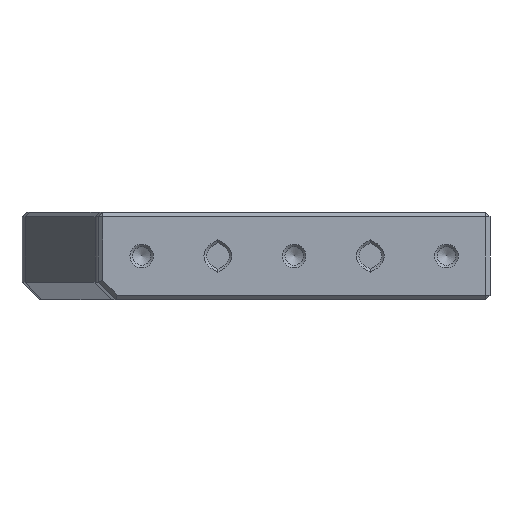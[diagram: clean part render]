
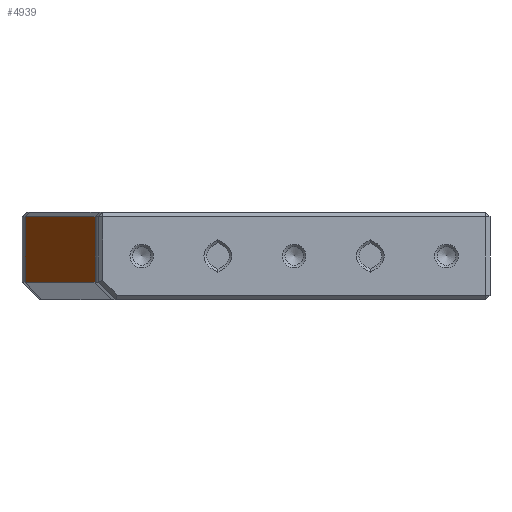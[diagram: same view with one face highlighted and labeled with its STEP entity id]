
A CAD part, front view. The second image highlights one B-rep face of the part: STEP entity #4939.
In plain terms, the highlighted planar face has unit normal (-0.939, -0.343, 0).
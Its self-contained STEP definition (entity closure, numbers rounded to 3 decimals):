
#1141 = PLANE('',#1142);
#1142 = AXIS2_PLACEMENT_3D('',#1143,#1144,#1145);
#1143 = CARTESIAN_POINT('',(-36.392,66.567,2.));
#1144 = DIRECTION('',(-0.664,-0.243,-0.707));
#1145 = DIRECTION('',(-0.343,0.939,0.)
  );
#1558 = PLANE('',#1559);
#1559 = AXIS2_PLACEMENT_3D('',#1560,#1561,#1562);
#1560 = CARTESIAN_POINT('',(-37.801,66.052,19.5));
#1561 = DIRECTION('',(0.664,0.243,-0.707));
#1562 = DIRECTION('',(-0.343,0.939,0.
    ));
#2332 = VERTEX_POINT('',#2333);
#2333 = CARTESIAN_POINT('',(-22.229,21.995,4.));
#2369 = CYLINDRICAL_SURFACE('',#2370,12.);
#2370 = AXIS2_PLACEMENT_3D('',#2371,#2372,#2373);
#2371 = CARTESIAN_POINT('',(-33.5,17.876,0.));
#2372 = DIRECTION('',(-0.,-0.,-1.));
#2373 = DIRECTION('',(1.,0.,0.));
#2414 = VERTEX_POINT('',#2415);
#2415 = CARTESIAN_POINT('',(-38.271,65.88,4.));
#2436 = EDGE_CURVE('',#2414,#2332,#2437,.T.);
#2437 = SURFACE_CURVE('',#2438,(#2442,#2449),.PCURVE_S1.);
#2438 = LINE('',#2439,#2440);
#2439 = CARTESIAN_POINT('',(-38.271,65.88,4.));
#2440 = VECTOR('',#2441,1.);
#2441 = DIRECTION('',(0.343,-0.939,0.));
#2442 = PCURVE('',#1141,#2443);
#2443 = DEFINITIONAL_REPRESENTATION('',(#2444),#2448);
#2444 = LINE('',#2445,#2446);
#2445 = CARTESIAN_POINT('',(0.,-2.828));
#2446 = VECTOR('',#2447,1.);
#2447 = DIRECTION('',(-1.,0.));
#2448 = ( GEOMETRIC_REPRESENTATION_CONTEXT(2) 
PARAMETRIC_REPRESENTATION_CONTEXT() REPRESENTATION_CONTEXT('2D SPACE',''
  ) );
#2449 = PCURVE('',#2450,#2455);
#2450 = PLANE('',#2451);
#2451 = AXIS2_PLACEMENT_3D('',#2452,#2453,#2454);
#2452 = CARTESIAN_POINT('',(-38.271,65.88,0.));
#2453 = DIRECTION('',(0.939,0.343,0.));
#2454 = DIRECTION('',(0.343,-0.939,0.));
#2455 = DEFINITIONAL_REPRESENTATION('',(#2456),#2460);
#2456 = LINE('',#2457,#2458);
#2457 = CARTESIAN_POINT('',(0.,-4.));
#2458 = VECTOR('',#2459,1.);
#2459 = DIRECTION('',(1.,0.));
#2460 = ( GEOMETRIC_REPRESENTATION_CONTEXT(2) 
PARAMETRIC_REPRESENTATION_CONTEXT() REPRESENTATION_CONTEXT('2D SPACE',''
  ) );
#2505 = CYLINDRICAL_SURFACE('',#2506,12.);
#2506 = AXIS2_PLACEMENT_3D('',#2507,#2508,#2509);
#2507 = CARTESIAN_POINT('',(-27.,70.,0.));
#2508 = DIRECTION('',(-0.,-0.,-1.));
#2509 = DIRECTION('',(1.,0.,0.));
#3058 = VERTEX_POINT('',#3059);
#3059 = CARTESIAN_POINT('',(-22.229,21.995,19.));
#3108 = VERTEX_POINT('',#3109);
#3109 = CARTESIAN_POINT('',(-38.271,65.88,19.));
#3130 = EDGE_CURVE('',#3108,#3058,#3131,.T.);
#3131 = SURFACE_CURVE('',#3132,(#3136,#3143),.PCURVE_S1.);
#3132 = LINE('',#3133,#3134);
#3133 = CARTESIAN_POINT('',(-38.271,65.88,19.));
#3134 = VECTOR('',#3135,1.);
#3135 = DIRECTION('',(0.343,-0.939,0.));
#3136 = PCURVE('',#1558,#3137);
#3137 = DEFINITIONAL_REPRESENTATION('',(#3138),#3142);
#3138 = LINE('',#3139,#3140);
#3139 = CARTESIAN_POINT('',(0.,-0.707));
#3140 = VECTOR('',#3141,1.);
#3141 = DIRECTION('',(-1.,0.));
#3142 = ( GEOMETRIC_REPRESENTATION_CONTEXT(2) 
PARAMETRIC_REPRESENTATION_CONTEXT() REPRESENTATION_CONTEXT('2D SPACE',''
  ) );
#3143 = PCURVE('',#2450,#3144);
#3144 = DEFINITIONAL_REPRESENTATION('',(#3145),#3149);
#3145 = LINE('',#3146,#3147);
#3146 = CARTESIAN_POINT('',(0.,-19.));
#3147 = VECTOR('',#3148,1.);
#3148 = DIRECTION('',(1.,0.));
#3149 = ( GEOMETRIC_REPRESENTATION_CONTEXT(2) 
PARAMETRIC_REPRESENTATION_CONTEXT() REPRESENTATION_CONTEXT('2D SPACE',''
  ) );
#4918 = EDGE_CURVE('',#2332,#3058,#4919,.T.);
#4919 = SURFACE_CURVE('',#4920,(#4924,#4931),.PCURVE_S1.);
#4920 = LINE('',#4921,#4922);
#4921 = CARTESIAN_POINT('',(-22.229,21.995,0.));
#4922 = VECTOR('',#4923,1.);
#4923 = DIRECTION('',(0.,0.,1.));
#4924 = PCURVE('',#2369,#4925);
#4925 = DEFINITIONAL_REPRESENTATION('',(#4926),#4930);
#4926 = LINE('',#4927,#4928);
#4927 = CARTESIAN_POINT('',(-0.35,0.));
#4928 = VECTOR('',#4929,1.);
#4929 = DIRECTION('',(-0.,-1.));
#4930 = ( GEOMETRIC_REPRESENTATION_CONTEXT(2) 
PARAMETRIC_REPRESENTATION_CONTEXT() REPRESENTATION_CONTEXT('2D SPACE',''
  ) );
#4931 = PCURVE('',#2450,#4932);
#4932 = DEFINITIONAL_REPRESENTATION('',(#4933),#4937);
#4933 = LINE('',#4934,#4935);
#4934 = CARTESIAN_POINT('',(46.725,0.));
#4935 = VECTOR('',#4936,1.);
#4936 = DIRECTION('',(0.,-1.));
#4937 = ( GEOMETRIC_REPRESENTATION_CONTEXT(2) 
PARAMETRIC_REPRESENTATION_CONTEXT() REPRESENTATION_CONTEXT('2D SPACE',''
  ) );
#4939 = ADVANCED_FACE('',(#4940),#2450,.F.);
#4940 = FACE_BOUND('',#4941,.F.);
#4941 = EDGE_LOOP('',(#4942,#4963,#4964,#4965));
#4942 = ORIENTED_EDGE('',*,*,#4943,.T.);
#4943 = EDGE_CURVE('',#2414,#3108,#4944,.T.);
#4944 = SURFACE_CURVE('',#4945,(#4949,#4956),.PCURVE_S1.);
#4945 = LINE('',#4946,#4947);
#4946 = CARTESIAN_POINT('',(-38.271,65.88,0.));
#4947 = VECTOR('',#4948,1.);
#4948 = DIRECTION('',(0.,0.,1.));
#4949 = PCURVE('',#2450,#4950);
#4950 = DEFINITIONAL_REPRESENTATION('',(#4951),#4955);
#4951 = LINE('',#4952,#4953);
#4952 = CARTESIAN_POINT('',(0.,0.));
#4953 = VECTOR('',#4954,1.);
#4954 = DIRECTION('',(0.,-1.));
#4955 = ( GEOMETRIC_REPRESENTATION_CONTEXT(2) 
PARAMETRIC_REPRESENTATION_CONTEXT() REPRESENTATION_CONTEXT('2D SPACE',''
  ) );
#4956 = PCURVE('',#2505,#4957);
#4957 = DEFINITIONAL_REPRESENTATION('',(#4958),#4962);
#4958 = LINE('',#4959,#4960);
#4959 = CARTESIAN_POINT('',(-3.492,0.));
#4960 = VECTOR('',#4961,1.);
#4961 = DIRECTION('',(-0.,-1.));
#4962 = ( GEOMETRIC_REPRESENTATION_CONTEXT(2) 
PARAMETRIC_REPRESENTATION_CONTEXT() REPRESENTATION_CONTEXT('2D SPACE',''
  ) );
#4963 = ORIENTED_EDGE('',*,*,#3130,.T.);
#4964 = ORIENTED_EDGE('',*,*,#4918,.F.);
#4965 = ORIENTED_EDGE('',*,*,#2436,.F.);
